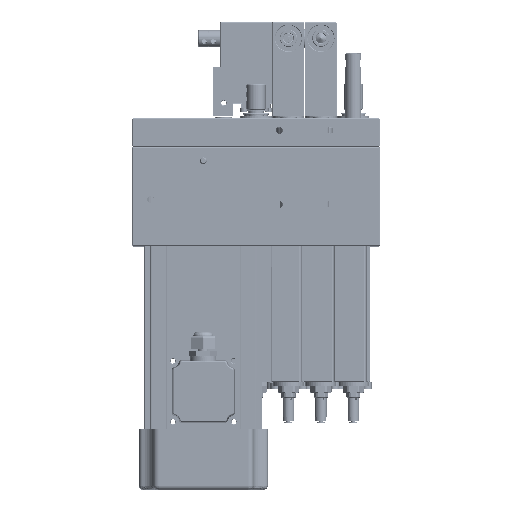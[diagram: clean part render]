
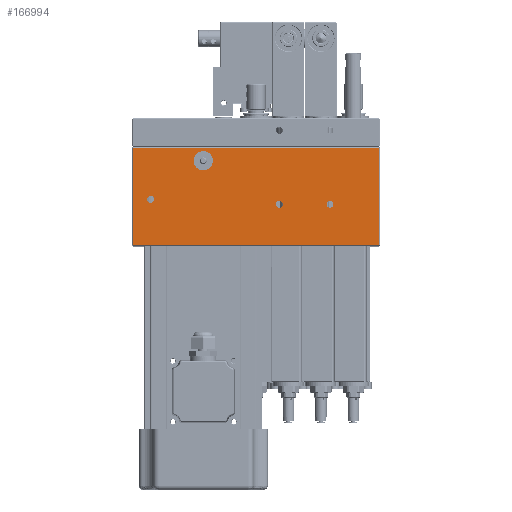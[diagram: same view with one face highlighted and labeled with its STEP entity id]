
A CAD part, top view. The second image highlights one B-rep face of the part: STEP entity #166994.
In plain terms, the highlighted planar face has unit normal (0, 0, 1).
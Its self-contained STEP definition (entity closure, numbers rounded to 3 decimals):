
#1578 = DIRECTION ( 'NONE',  ( 0., -1., 0. ) ) ;
#6968 = CARTESIAN_POINT ( 'NONE',  ( -148., -14., 250. ) ) ;
#7461 = EDGE_CURVE ( 'NONE', #156371, #82658, #96242, .T. ) ;
#9176 = VERTEX_POINT ( 'NONE', #176111 ) ;
#10514 = ORIENTED_EDGE ( 'NONE', *, *, #20825, .F. ) ;
#10855 = FACE_BOUND ( 'NONE', #80681, .T. ) ;
#13619 = ORIENTED_EDGE ( 'NONE', *, *, #7461, .T. ) ;
#14734 = EDGE_CURVE ( 'NONE', #82658, #51688, #125702, .T. ) ;
#20825 = EDGE_CURVE ( 'NONE', #224345, #84378, #52440, .T. ) ;
#21841 = DIRECTION ( 'NONE',  ( 1., 0., 0. ) ) ;
#22214 = EDGE_LOOP ( 'NONE', ( #171120, #219465 ) ) ;
#23861 = CARTESIAN_POINT ( 'NONE',  ( -200., -52., 250. ) ) ;
#25127 = ORIENTED_EDGE ( 'NONE', *, *, #185214, .F. ) ;
#25967 = EDGE_CURVE ( 'NONE', #51688, #203108, #32496, .T. ) ;
#26939 = VERTEX_POINT ( 'NONE', #35839 ) ;
#32496 = LINE ( 'NONE', #215383, #102806 ) ;
#32994 = CIRCLE ( 'NONE', #147084, 3.4 ) ;
#34299 = AXIS2_PLACEMENT_3D ( 'NONE', #66045, #209632, #64473 ) ;
#34593 = DIRECTION ( 'NONE',  ( 1., 0., 0. ) ) ;
#35839 = CARTESIAN_POINT ( 'NONE',  ( -196.6, -52., 250. ) ) ;
#38159 = CARTESIAN_POINT ( 'NONE',  ( -217., -1., 250. ) ) ;
#40471 = ORIENTED_EDGE ( 'NONE', *, *, #135242, .F. ) ;
#41649 = AXIS2_PLACEMENT_3D ( 'NONE', #49826, #52098, #211461 ) ;
#43319 = CARTESIAN_POINT ( 'NONE',  ( -157.5, -14., 250. ) ) ;
#45719 = AXIS2_PLACEMENT_3D ( 'NONE', #6968, #185850, #21841 ) ;
#45723 = DIRECTION ( 'NONE',  ( 0., 0., 1. ) ) ;
#45758 = CARTESIAN_POINT ( 'NONE',  ( -69.6, -57., 250. ) ) ;
#47092 = EDGE_LOOP ( 'NONE', ( #94072, #230913, #170670, #13619 ) ) ;
#47134 = LINE ( 'NONE', #75070, #223898 ) ;
#49826 = CARTESIAN_POINT ( 'NONE',  ( -23., -57., 250. ) ) ;
#50198 = EDGE_CURVE ( 'NONE', #203108, #156371, #47134, .T. ) ;
#51117 = DIRECTION ( 'NONE',  ( 1., 0., 0. ) ) ;
#51688 = VERTEX_POINT ( 'NONE', #202650 ) ;
#52098 = DIRECTION ( 'NONE',  ( 0., 0., 1. ) ) ;
#52440 = CIRCLE ( 'NONE', #41649, 3.4 ) ;
#59374 = AXIS2_PLACEMENT_3D ( 'NONE', #75455, #181365, #147523 ) ;
#62670 = CARTESIAN_POINT ( 'NONE',  ( 25., -1., 250. ) ) ;
#64473 = DIRECTION ( 'NONE',  ( 1., 0., 0. ) ) ;
#66045 = CARTESIAN_POINT ( 'NONE',  ( -200., -52., 250. ) ) ;
#74672 = DIRECTION ( 'NONE',  ( 0., 0., 1. ) ) ;
#75070 = CARTESIAN_POINT ( 'NONE',  ( -218., -1., 250. ) ) ;
#75455 = CARTESIAN_POINT ( 'NONE',  ( -73., -57., 250. ) ) ;
#79571 = DIRECTION ( 'NONE',  ( 1., 0., 0. ) ) ;
#80371 = DIRECTION ( 'NONE',  ( 1., 0., 0. ) ) ;
#80681 = EDGE_LOOP ( 'NONE', ( #224813, #170519 ) ) ;
#82658 = VERTEX_POINT ( 'NONE', #130342 ) ;
#84378 = VERTEX_POINT ( 'NONE', #163076 ) ;
#84845 = VERTEX_POINT ( 'NONE', #43319 ) ;
#88032 = CARTESIAN_POINT ( 'NONE',  ( -76.4, -57., 250. ) ) ;
#89111 = VECTOR ( 'NONE', #34593, 1000. ) ;
#94072 = ORIENTED_EDGE ( 'NONE', *, *, #14734, .T. ) ;
#96062 = DIRECTION ( 'NONE',  ( 0., 0., 1. ) ) ;
#96177 = DIRECTION ( 'NONE',  ( 0., 0., 1. ) ) ;
#96242 = LINE ( 'NONE', #216550, #129982 ) ;
#97571 = CARTESIAN_POINT ( 'NONE',  ( -23., -57., 250. ) ) ;
#98072 = CIRCLE ( 'NONE', #59374, 3.4 ) ;
#99279 = CARTESIAN_POINT ( 'NONE',  ( -26.4, -57., 250. ) ) ;
#100642 = FACE_BOUND ( 'NONE', #192518, .T. ) ;
#102806 = VECTOR ( 'NONE', #181663, 1000. ) ;
#104588 = CARTESIAN_POINT ( 'NONE',  ( 26., -97., 250. ) ) ;
#121300 = CARTESIAN_POINT ( 'NONE',  ( -218., -98., 250. ) ) ;
#125702 = LINE ( 'NONE', #104588, #89111 ) ;
#127213 = ORIENTED_EDGE ( 'NONE', *, *, #132860, .F. ) ;
#129505 = DIRECTION ( 'NONE',  ( 1., 0., 0. ) ) ;
#129982 = VECTOR ( 'NONE', #1578, 1000. ) ;
#130342 = CARTESIAN_POINT ( 'NONE',  ( -217., -97., 250. ) ) ;
#131101 = CARTESIAN_POINT ( 'NONE',  ( -203.4, -52., 250. ) ) ;
#131320 = AXIS2_PLACEMENT_3D ( 'NONE', #167566, #96177, #221672 ) ;
#132860 = EDGE_CURVE ( 'NONE', #84845, #9176, #152327, .T. ) ;
#135242 = EDGE_CURVE ( 'NONE', #84378, #224345, #181617, .T. ) ;
#142365 = EDGE_CURVE ( 'NONE', #144936, #143202, #32994, .T. ) ;
#142408 = EDGE_LOOP ( 'NONE', ( #25127, #127213 ) ) ;
#142846 = CARTESIAN_POINT ( 'NONE',  ( -73., -57., 250. ) ) ;
#143202 = VERTEX_POINT ( 'NONE', #88032 ) ;
#144064 = PLANE ( 'NONE',  #230548 ) ;
#144779 = EDGE_CURVE ( 'NONE', #26939, #199230, #213695, .T. ) ;
#144936 = VERTEX_POINT ( 'NONE', #45758 ) ;
#147084 = AXIS2_PLACEMENT_3D ( 'NONE', #142846, #178217, #51117 ) ;
#147523 = DIRECTION ( 'NONE',  ( 1., 0., 0. ) ) ;
#148331 = FACE_BOUND ( 'NONE', #142408, .T. ) ;
#152327 = CIRCLE ( 'NONE', #45719, 9.5 ) ;
#153126 = CIRCLE ( 'NONE', #131320, 9.5 ) ;
#156371 = VERTEX_POINT ( 'NONE', #38159 ) ;
#159616 = FACE_BOUND ( 'NONE', #22214, .T. ) ;
#160656 = EDGE_CURVE ( 'NONE', #143202, #144936, #98072, .T. ) ;
#163076 = CARTESIAN_POINT ( 'NONE',  ( -19.6, -57., 250. ) ) ;
#166994 = ADVANCED_FACE ( 'NONE', ( #229863, #159616, #148331, #10855, #100642 ), #144064, .T. ) ;
#167566 = CARTESIAN_POINT ( 'NONE',  ( -148., -14., 250. ) ) ;
#170519 = ORIENTED_EDGE ( 'NONE', *, *, #160656, .F. ) ;
#170670 = ORIENTED_EDGE ( 'NONE', *, *, #50198, .T. ) ;
#171120 = ORIENTED_EDGE ( 'NONE', *, *, #144779, .F. ) ;
#171449 = CIRCLE ( 'NONE', #34299, 3.4 ) ;
#176111 = CARTESIAN_POINT ( 'NONE',  ( -138.5, -14., 250. ) ) ;
#178217 = DIRECTION ( 'NONE',  ( 0., 0., 1. ) ) ;
#181365 = DIRECTION ( 'NONE',  ( 0., 0., 1. ) ) ;
#181617 = CIRCLE ( 'NONE', #225120, 3.4 ) ;
#181663 = DIRECTION ( 'NONE',  ( 0., 1., 0. ) ) ;
#182310 = EDGE_CURVE ( 'NONE', #199230, #26939, #171449, .T. ) ;
#183311 = DIRECTION ( 'NONE',  ( -1., 0., 0. ) ) ;
#185214 = EDGE_CURVE ( 'NONE', #9176, #84845, #153126, .T. ) ;
#185850 = DIRECTION ( 'NONE',  ( 0., 0., 1. ) ) ;
#192518 = EDGE_LOOP ( 'NONE', ( #40471, #10514 ) ) ;
#199230 = VERTEX_POINT ( 'NONE', #131101 ) ;
#202650 = CARTESIAN_POINT ( 'NONE',  ( 25., -97., 250. ) ) ;
#203108 = VERTEX_POINT ( 'NONE', #62670 ) ;
#209632 = DIRECTION ( 'NONE',  ( 0., 0., 1. ) ) ;
#211461 = DIRECTION ( 'NONE',  ( 1., 0., 0. ) ) ;
#213695 = CIRCLE ( 'NONE', #219620, 3.4 ) ;
#215383 = CARTESIAN_POINT ( 'NONE',  ( 25., -98., 250. ) ) ;
#216550 = CARTESIAN_POINT ( 'NONE',  ( -217., -98., 250. ) ) ;
#219465 = ORIENTED_EDGE ( 'NONE', *, *, #182310, .F. ) ;
#219620 = AXIS2_PLACEMENT_3D ( 'NONE', #23861, #96062, #80371 ) ;
#221672 = DIRECTION ( 'NONE',  ( 1., 0., 0. ) ) ;
#223898 = VECTOR ( 'NONE', #183311, 1000. ) ;
#224345 = VERTEX_POINT ( 'NONE', #99279 ) ;
#224813 = ORIENTED_EDGE ( 'NONE', *, *, #142365, .F. ) ;
#225120 = AXIS2_PLACEMENT_3D ( 'NONE', #97571, #45723, #79571 ) ;
#229863 = FACE_OUTER_BOUND ( 'NONE', #47092, .T. ) ;
#230548 = AXIS2_PLACEMENT_3D ( 'NONE', #121300, #74672, #129505 ) ;
#230913 = ORIENTED_EDGE ( 'NONE', *, *, #25967, .T. ) ;
